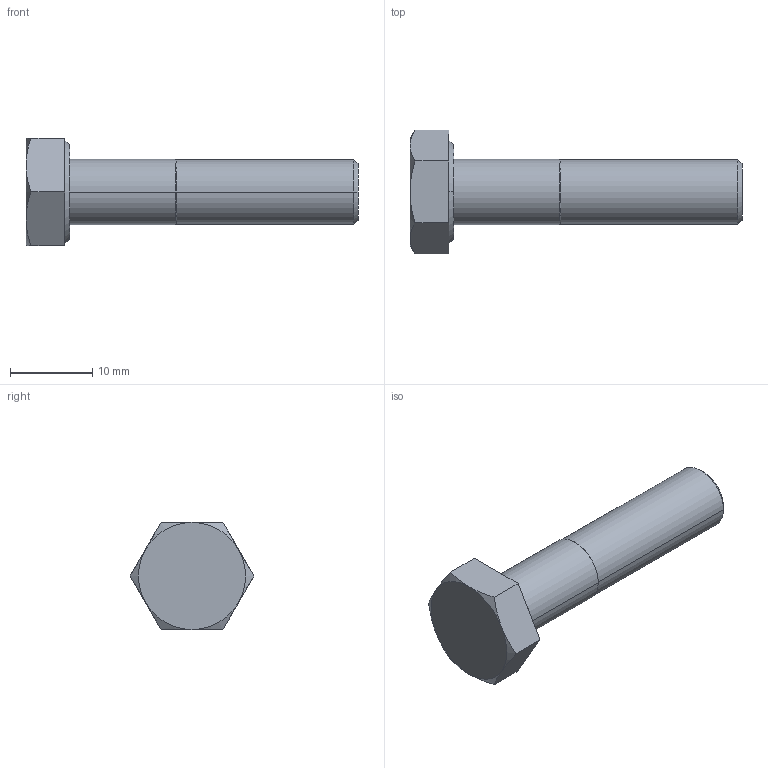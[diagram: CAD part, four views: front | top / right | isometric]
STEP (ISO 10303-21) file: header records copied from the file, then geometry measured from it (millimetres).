
FILE_DESCRIPTION(/* description */ ('Alibre Inc.'),/* implementation_level */ '2;1');
FILE_NAME(/* name */ 'export-B44A35AB-82E2-4095-8886-4319C4A3901A',/* time_stamp */ '2022-10-18T12:02:07+02:00',/* author */ (''),/* organization */ (''),/* preprocessor_version */ 'ST-DEVELOPER v17',/* originating_system */ 'Alibre',/* authorisation */ '');
FILE_SCHEMA (('AUTOMOTIVE_DESIGN'));
Length unit declared in the file: millimetre
Products named in the file (1): 6087 M8x35 Bolt Hexagonal DIN-931_ISO-4014
Bounding box: 40.3 x 15.01 x 13 mm (x, y, z)
Volume: 2455.4 mm3; surface area: 1363.7 mm2
Topology: 1 solids, 1 shells, 26 faces, 54 edges, 32 vertices
Faces by surface type: cone 12, plane 10, cylinder 4
Entity records: 694 total; most frequent: CARTESIAN_POINT 136, ORIENTED_EDGE 108, DIRECTION 104, EDGE_CURVE 54, AXIS2_PLACEMENT_3D 46, VERTEX_POINT 32, EDGE_LOOP 28, FACE_BOUND 28
